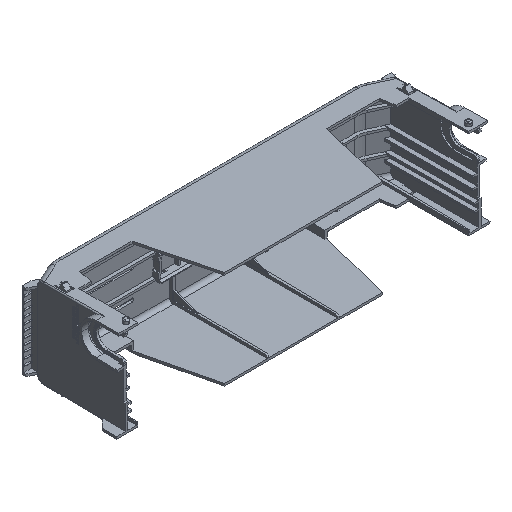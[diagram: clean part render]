
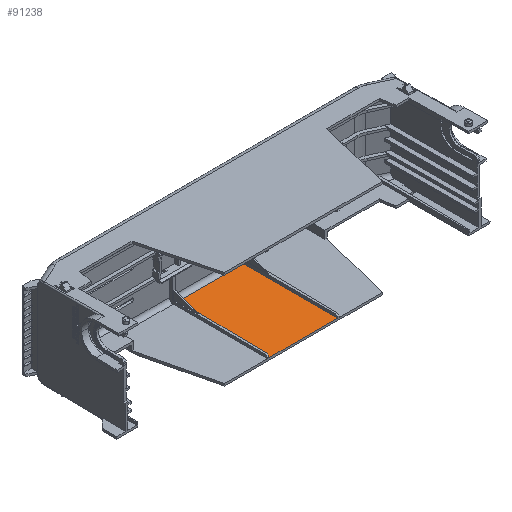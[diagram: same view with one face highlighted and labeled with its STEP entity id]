
A CAD part, isometric view. The second image highlights one B-rep face of the part: STEP entity #91238.
In plain terms, the highlighted planar face has unit normal (0, -0.009, 1).
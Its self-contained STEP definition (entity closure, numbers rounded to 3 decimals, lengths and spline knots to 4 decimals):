
#1571 = EDGE_LOOP ( 'NONE', ( #50930, #8079, #11896, #9436 ) ) ;
#3027 = CARTESIAN_POINT ( 'NONE',  ( -1.1823, 3.2925, -1.7637 ) ) ;
#8079 = ORIENTED_EDGE ( 'NONE', *, *, #31064, .F. ) ;
#9436 = ORIENTED_EDGE ( 'NONE', *, *, #61668, .F. ) ;
#9917 = DIRECTION ( 'NONE',  ( 1., 0., 0. ) ) ;
#11896 = ORIENTED_EDGE ( 'NONE', *, *, #13539, .T. ) ;
#13539 = EDGE_CURVE ( 'NONE', #45118, #42201, #97701, .T. ) ;
#14361 = EDGE_CURVE ( 'NONE', #81343, #33737, #93647, .T. ) ;
#15003 = PLANE ( 'NONE',  #72717 ) ;
#19309 = LINE ( 'NONE', #103295, #45045 ) ;
#20199 = CARTESIAN_POINT ( 'NONE',  ( 1.1823, 3.2925, -1.7637 ) ) ;
#20534 = DIRECTION ( 'NONE',  ( 0.009, -1., -0.009 ) ) ;
#23290 = CARTESIAN_POINT ( 'NONE',  ( -5.2374, 3.5072, -1.7618 ) ) ;
#23987 = VECTOR ( 'NONE', #76110, 39.3701 ) ;
#27889 = FACE_OUTER_BOUND ( 'NONE', #1571, .T. ) ;
#31064 = EDGE_CURVE ( 'NONE', #45118, #81343, #19309, .T. ) ;
#33737 = VERTEX_POINT ( 'NONE', #99205 ) ;
#42201 = VERTEX_POINT ( 'NONE', #83528 ) ;
#42883 = LINE ( 'NONE', #20199, #93199 ) ;
#43277 = CARTESIAN_POINT ( 'NONE',  ( -5.2374, 3.2925, -1.7637 ) ) ;
#45045 = VECTOR ( 'NONE', #53868, 39.3701 ) ;
#45118 = VERTEX_POINT ( 'NONE', #47325 ) ;
#47325 = CARTESIAN_POINT ( 'NONE',  ( -1.211, 0., -1.7924 ) ) ;
#50930 = ORIENTED_EDGE ( 'NONE', *, *, #14361, .F. ) ;
#53868 = DIRECTION ( 'NONE',  ( 0.009, 1., 0.009 ) ) ;
#61668 = EDGE_CURVE ( 'NONE', #33737, #42201, #42883, .T. ) ;
#64787 = DIRECTION ( 'NONE',  ( 0., 1., 0.009 ) ) ;
#72717 = AXIS2_PLACEMENT_3D ( 'NONE', #23290, #105933, #64787 ) ;
#75745 = VECTOR ( 'NONE', #9917, 39.3701 ) ;
#76110 = DIRECTION ( 'NONE',  ( 1., 0., 0. ) ) ;
#81343 = VERTEX_POINT ( 'NONE', #3027 ) ;
#83528 = CARTESIAN_POINT ( 'NONE',  ( 1.211, 0., -1.7924 ) ) ;
#83888 = CARTESIAN_POINT ( 'NONE',  ( -6.2333, 0., -1.7924 ) ) ;
#91238 = ADVANCED_FACE ( 'NONE', ( #27889 ), #15003, .F. ) ;
#93199 = VECTOR ( 'NONE', #20534, 39.3701 ) ;
#93647 = LINE ( 'NONE', #43277, #23987 ) ;
#97701 = LINE ( 'NONE', #83888, #75745 ) ;
#99205 = CARTESIAN_POINT ( 'NONE',  ( 1.1823, 3.2925, -1.7637 ) ) ;
#103295 = CARTESIAN_POINT ( 'NONE',  ( -1.211, 0., -1.7924 ) ) ;
#105933 = DIRECTION ( 'NONE',  ( 0., 0.009, -1. ) ) ;
